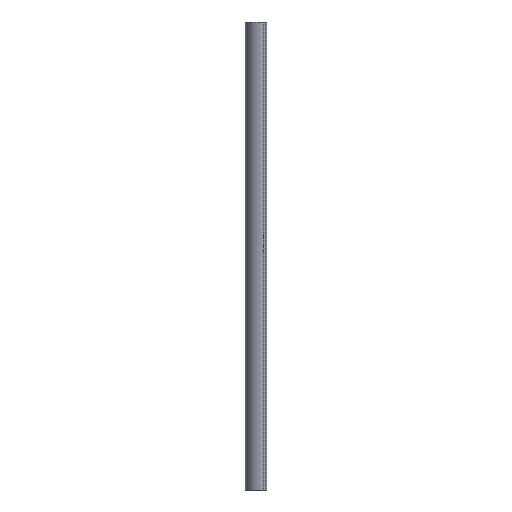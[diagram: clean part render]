
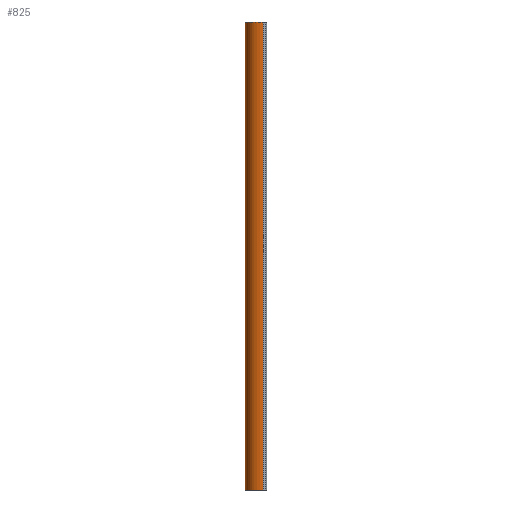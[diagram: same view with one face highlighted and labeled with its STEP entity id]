
A CAD part, left-side view. The second image highlights one B-rep face of the part: STEP entity #825.
In plain terms, the highlighted cylindrical face has radius 37.5 mm (diameter 75 mm), a partial arc.
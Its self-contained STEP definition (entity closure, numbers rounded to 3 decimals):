
#64 = DIRECTION ( 'NONE',  ( 0., 0., -1. ) ) ;
#130 = VERTEX_POINT ( 'NONE', #1781 ) ;
#225 = ORIENTED_EDGE ( 'NONE', *, *, #1244, .T. ) ;
#272 = DIRECTION ( 'NONE',  ( 0., 0., -1. ) ) ;
#280 = DIRECTION ( 'NONE',  ( -1., 0., 0. ) ) ;
#408 = CARTESIAN_POINT ( 'NONE',  ( 15., -15., 0. ) ) ;
#429 = EDGE_CURVE ( 'NONE', #1640, #454, #3425, .T. ) ;
#454 = VERTEX_POINT ( 'NONE', #3406 ) ;
#496 = VECTOR ( 'NONE', #64, 1000. ) ;
#625 = LINE ( 'NONE', #2457, #496 ) ;
#806 = DIRECTION ( 'NONE',  ( 1., 0., 0. ) ) ;
#825 = ADVANCED_FACE ( 'NONE', ( #3055 ), #3964, .T. ) ;
#901 = EDGE_LOOP ( 'NONE', ( #2398, #2586, #2220, #225 ) ) ;
#916 = AXIS2_PLACEMENT_3D ( 'NONE', #1886, #5044, #280 ) ;
#1244 = EDGE_CURVE ( 'NONE', #1640, #2259, #2241, .T. ) ;
#1640 = VERTEX_POINT ( 'NONE', #2020 ) ;
#1781 = CARTESIAN_POINT ( 'NONE',  ( -22.5, -15., 0. ) ) ;
#1886 = CARTESIAN_POINT ( 'NONE',  ( 15., -15., 1000. ) ) ;
#2020 = CARTESIAN_POINT ( 'NONE',  ( 15., 22.5, 1000. ) ) ;
#2204 = CARTESIAN_POINT ( 'NONE',  ( 15., -15., 1000. ) ) ;
#2220 = ORIENTED_EDGE ( 'NONE', *, *, #429, .F. ) ;
#2241 = LINE ( 'NONE', #2262, #2379 ) ;
#2259 = VERTEX_POINT ( 'NONE', #3306 ) ;
#2262 = CARTESIAN_POINT ( 'NONE',  ( 15., 22.5, 1000. ) ) ;
#2379 = VECTOR ( 'NONE', #272, 1000. ) ;
#2398 = ORIENTED_EDGE ( 'NONE', *, *, #2597, .T. ) ;
#2457 = CARTESIAN_POINT ( 'NONE',  ( -22.5, -15., 1000. ) ) ;
#2586 = ORIENTED_EDGE ( 'NONE', *, *, #4061, .F. ) ;
#2597 = EDGE_CURVE ( 'NONE', #2259, #130, #2603, .T. ) ;
#2603 = CIRCLE ( 'NONE', #5089, 37.5 ) ;
#2619 = DIRECTION ( 'NONE',  ( 1., 0., 0. ) ) ;
#2733 = AXIS2_PLACEMENT_3D ( 'NONE', #2204, #4971, #2619 ) ;
#3055 = FACE_OUTER_BOUND ( 'NONE', #901, .T. ) ;
#3187 = DIRECTION ( 'NONE',  ( 0., 0., 1. ) ) ;
#3306 = CARTESIAN_POINT ( 'NONE',  ( 15., 22.5, 0. ) ) ;
#3406 = CARTESIAN_POINT ( 'NONE',  ( -22.5, -15., 1000. ) ) ;
#3425 = CIRCLE ( 'NONE', #2733, 37.5 ) ;
#3964 = CYLINDRICAL_SURFACE ( 'NONE', #916, 37.5 ) ;
#4061 = EDGE_CURVE ( 'NONE', #454, #130, #625, .T. ) ;
#4971 = DIRECTION ( 'NONE',  ( 0., 0., 1. ) ) ;
#5044 = DIRECTION ( 'NONE',  ( 0., 0., -1. ) ) ;
#5089 = AXIS2_PLACEMENT_3D ( 'NONE', #408, #3187, #806 ) ;
